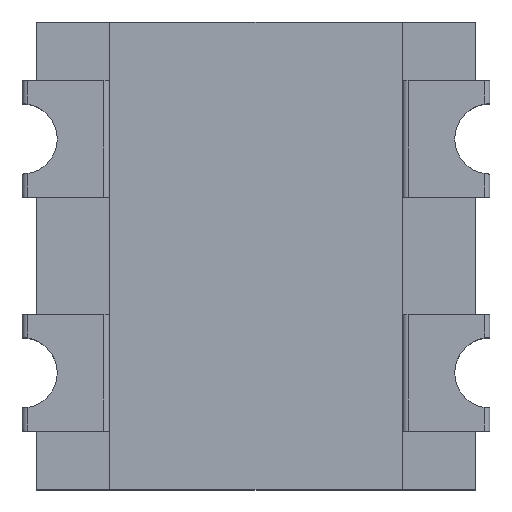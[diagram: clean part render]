
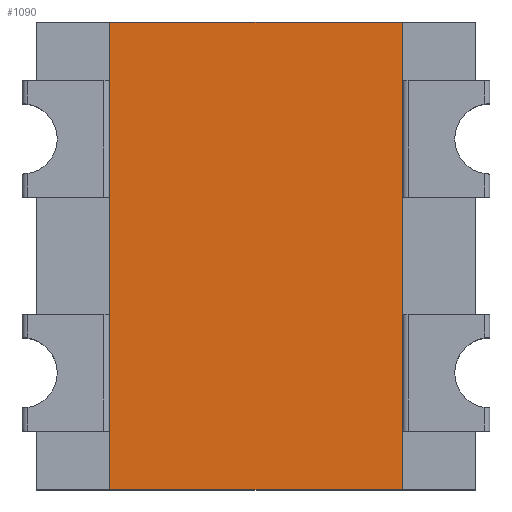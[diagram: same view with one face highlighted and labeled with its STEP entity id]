
A CAD part, top view. The second image highlights one B-rep face of the part: STEP entity #1090.
In plain terms, the highlighted planar face has unit normal (0, 0, 1).
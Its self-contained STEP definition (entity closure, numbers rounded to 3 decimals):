
#12=DIRECTION('',(0.,0.,1.));
#33=VECTOR('',#34,1.);
#34=DIRECTION('',(0.,1.,0.));
#46=DIRECTION('',(1.,0.,0.));
#188=VECTOR('',#46,1.);
#494=ORIENTED_EDGE('',*,*,#495,.F.);
#495=EDGE_CURVE('',#496,#498,#500,.T.);
#496=VERTEX_POINT('',#497);
#497=CARTESIAN_POINT('',(-0.5,-0.8,0.6));
#498=VERTEX_POINT('',#499);
#499=CARTESIAN_POINT('',(-0.5,0.8,0.6));
#500=LINE('',#497,#33);
#1090=ADVANCED_FACE('',(#1091),#1106,.T.);
#1091=FACE_BOUND('',#1092,.T.);
#1092=EDGE_LOOP('',(#494,#1093,#1098,#1103));
#1093=ORIENTED_EDGE('',*,*,#1094,.T.);
#1094=EDGE_CURVE('',#496,#1095,#1097,.T.);
#1095=VERTEX_POINT('',#1096);
#1096=CARTESIAN_POINT('',(0.5,-0.8,0.6));
#1097=LINE('',#497,#188);
#1098=ORIENTED_EDGE('',*,*,#1099,.T.);
#1099=EDGE_CURVE('',#1095,#1100,#1102,.T.);
#1100=VERTEX_POINT('',#1101);
#1101=CARTESIAN_POINT('',(0.5,0.8,0.6));
#1102=LINE('',#1096,#33);
#1103=ORIENTED_EDGE('',*,*,#1104,.F.);
#1104=EDGE_CURVE('',#498,#1100,#1105,.T.);
#1105=LINE('',#499,#188);
#1106=PLANE('',#1107);
#1107=AXIS2_PLACEMENT_3D('',#497,#12,#46);
